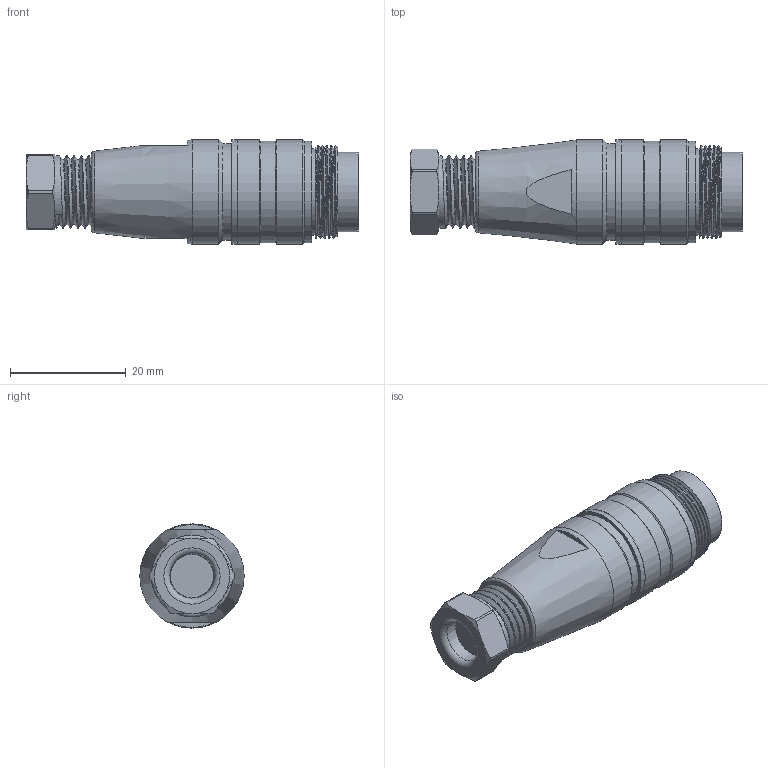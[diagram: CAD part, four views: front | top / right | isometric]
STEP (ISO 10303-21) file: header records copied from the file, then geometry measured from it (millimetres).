
FILE_DESCRIPTION(/* description */ (''),/* implementation_level */ '2;1');
FILE_NAME(/* name */ 'c091 31h105 100 2nxc001-01.stp',/* time_stamp */ '2019-07-24T16:40:35+02:00',/* author */ (''),/* organization */ (''),/* preprocessor_version */ 'ST-DEVELOPER v16.7',/* originating_system */ 'SIEMENS PLM Software NX 12.0',/* authorisation */ '');
FILE_SCHEMA (('AUTOMOTIVE_DESIGN { 1 0 10303 214 3 1 1 1 }'));
Length unit declared in the file: millimetre
Products named in the file (1): c091 31h105 100 2nxc001-01
Bounding box: 57.3 x 18 x 18 mm (x, y, z)
Volume: 10415.1 mm3; surface area: 4160.4 mm2
Topology: 1 solids, 1 shells, 125 faces, 289 edges, 184 vertices
Faces by surface type: cylinder 42, plane 34, cone 17, bspline 16, sphere 12, torus 4
Full cylindrical faces by diameter (mm): 1.475 x5, 1.5 x5, 1.82 x5, 12.5 x5, 13.8 x1, 15 x1, 16.7 x1, 17.6 x2, 17.96 x1, 18 x3
Entity records: 4463 total; most frequent: CARTESIAN_POINT 1885, DIRECTION 508, ORIENTED_EDGE 368, AXIS2_PLACEMENT_3D 242, EDGE_LOOP 195, EDGE_CURVE 184, FACE_BOUND 142, VERTEX_POINT 139
